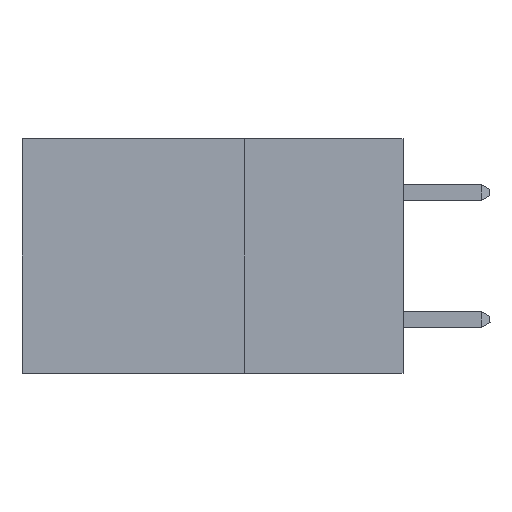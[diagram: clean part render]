
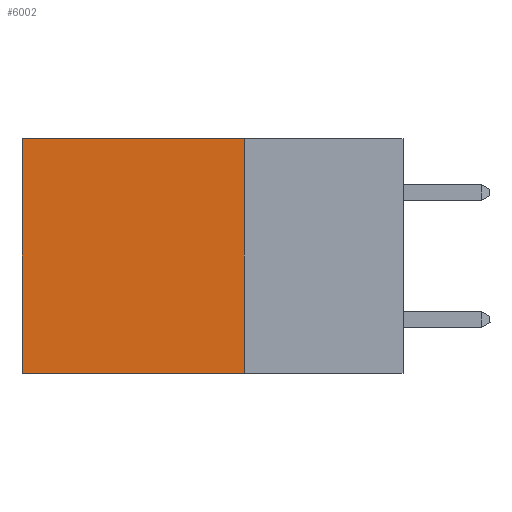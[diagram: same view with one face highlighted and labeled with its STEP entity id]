
A CAD part, left-side view. The second image highlights one B-rep face of the part: STEP entity #6002.
In plain terms, the highlighted planar face has unit normal (-1, 0, 0).
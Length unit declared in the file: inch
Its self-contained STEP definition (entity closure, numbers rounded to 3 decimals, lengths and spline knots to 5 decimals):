
#302 = CARTESIAN_POINT ( 'NONE',  ( 0.2875, 0.6, 0. ) ) ;
#840 = DIRECTION ( 'NONE',  ( 0., 1., 0. ) ) ;
#1581 = DIRECTION ( 'NONE',  ( 0., 1., 0. ) ) ;
#1916 = ORIENTED_EDGE ( 'NONE', *, *, #10953, .T. ) ;
#2228 = DIRECTION ( 'NONE',  ( 0., 0., -1. ) ) ;
#2830 = EDGE_CURVE ( 'NONE', #28502, #20799, #21902, .T. ) ;
#3154 = EDGE_CURVE ( 'NONE', #11068, #23339, #4744, .T. ) ;
#3851 = PLANE ( 'NONE',  #24610 ) ;
#3993 = LINE ( 'NONE', #9008, #23080 ) ;
#4005 = CARTESIAN_POINT ( 'NONE',  ( 0.2875, 0.25, -0.37 ) ) ;
#4744 = LINE ( 'NONE', #22559, #35525 ) ;
#6002 = ADVANCED_FACE ( 'NONE', ( #6435 ), #3851, .F. ) ;
#6435 = FACE_OUTER_BOUND ( 'NONE', #29914, .T. ) ;
#7622 = ORIENTED_EDGE ( 'NONE', *, *, #17659, .F. ) ;
#9008 = CARTESIAN_POINT ( 'NONE',  ( 0.2875, 0.25, 0. ) ) ;
#9407 = DIRECTION ( 'NONE',  ( 0., 0., -1. ) ) ;
#10953 = EDGE_CURVE ( 'NONE', #11068, #28502, #3993, .T. ) ;
#11068 = VERTEX_POINT ( 'NONE', #16939 ) ;
#11594 = DIRECTION ( 'NONE',  ( 0., 0., -1. ) ) ;
#12028 = DIRECTION ( 'NONE',  ( 1., 0., 0. ) ) ;
#14740 = CARTESIAN_POINT ( 'NONE',  ( 0.2875, 0.6, 0. ) ) ;
#16111 = CARTESIAN_POINT ( 'NONE',  ( 0.2875, 0.25, -0.37 ) ) ;
#16939 = CARTESIAN_POINT ( 'NONE',  ( 0.2875, 0.25, 0. ) ) ;
#17659 = EDGE_CURVE ( 'NONE', #23339, #20799, #23871, .T. ) ;
#20799 = VERTEX_POINT ( 'NONE', #36072 ) ;
#21902 = LINE ( 'NONE', #302, #35996 ) ;
#22559 = CARTESIAN_POINT ( 'NONE',  ( 0.2875, 0.25, 0. ) ) ;
#23080 = VECTOR ( 'NONE', #840, 39.37008 ) ;
#23339 = VERTEX_POINT ( 'NONE', #16111 ) ;
#23871 = LINE ( 'NONE', #4005, #25686 ) ;
#24610 = AXIS2_PLACEMENT_3D ( 'NONE', #32259, #12028, #9407 ) ;
#25686 = VECTOR ( 'NONE', #1581, 39.37008 ) ;
#28502 = VERTEX_POINT ( 'NONE', #14740 ) ;
#29914 = EDGE_LOOP ( 'NONE', ( #32630, #7622, #30061, #1916 ) ) ;
#30061 = ORIENTED_EDGE ( 'NONE', *, *, #3154, .F. ) ;
#32259 = CARTESIAN_POINT ( 'NONE',  ( 0.2875, 0.25, 0. ) ) ;
#32630 = ORIENTED_EDGE ( 'NONE', *, *, #2830, .T. ) ;
#35525 = VECTOR ( 'NONE', #11594, 39.37008 ) ;
#35996 = VECTOR ( 'NONE', #2228, 39.37008 ) ;
#36072 = CARTESIAN_POINT ( 'NONE',  ( 0.2875, 0.6, -0.37 ) ) ;
